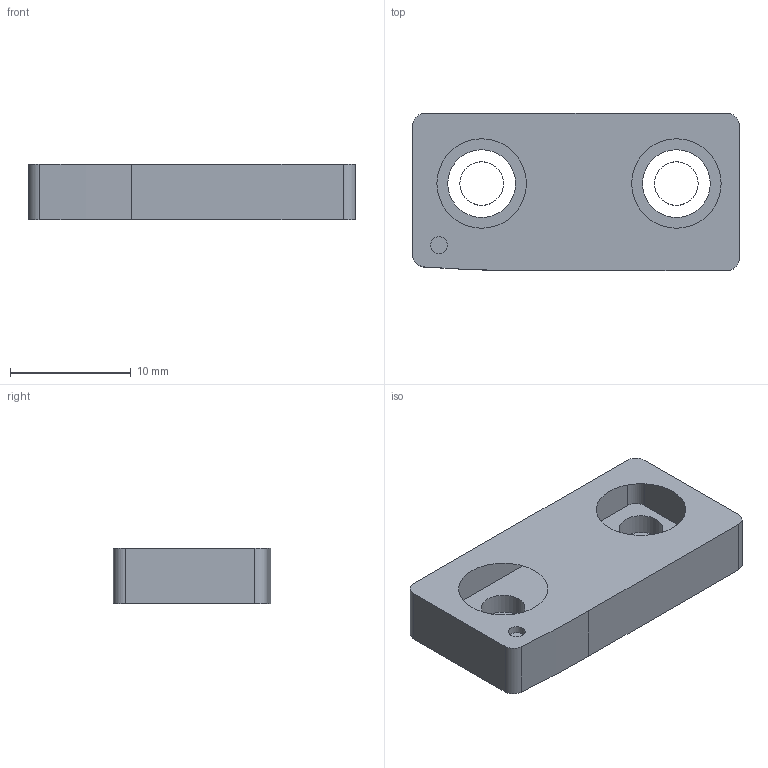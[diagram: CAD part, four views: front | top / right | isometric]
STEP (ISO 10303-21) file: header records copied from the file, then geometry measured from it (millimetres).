
FILE_DESCRIPTION(/* description */ (''),/* implementation_level */ '2;1');
FILE_NAME(/* name */ 'plate-right.step',/* time_stamp */ '2025-09-26T14:24:36-04:00',/* author */ (''),/* organization */ (''),/* preprocessor_version */ 'ST-DEVELOPER v20.1',/* originating_system */ 'Autodesk Translation Framework v14.17.0.0',/* authorisation */ '');
FILE_SCHEMA (('AUTOMOTIVE_DESIGN { 1 0 10303 214 3 1 1 }'));
Length unit declared in the file: millimetre
Products named in the file (1): plate-right
Bounding box: 27 x 13 x 4.6 mm (x, y, z)
Volume: 1442.6 mm3; surface area: 1096.5 mm2
Topology: 1 solids, 1 shells, 19 faces, 44 edges, 28 vertices
Faces by surface type: plane 7, cylinder 6, cone 4, bspline 2
Full cylindrical faces by diameter (mm): 1.4 x1, 3.6 x2
Entity records: 629 total; most frequent: CARTESIAN_POINT 152, DIRECTION 92, ORIENTED_EDGE 88, EDGE_CURVE 44, AXIS2_PLACEMENT_3D 34, VERTEX_POINT 28, EDGE_LOOP 24, LINE 24
